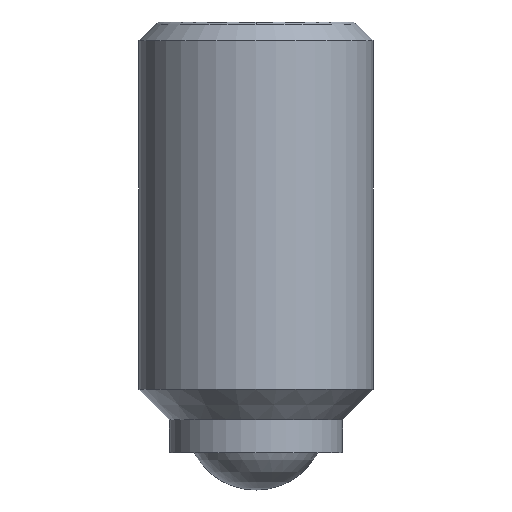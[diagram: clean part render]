
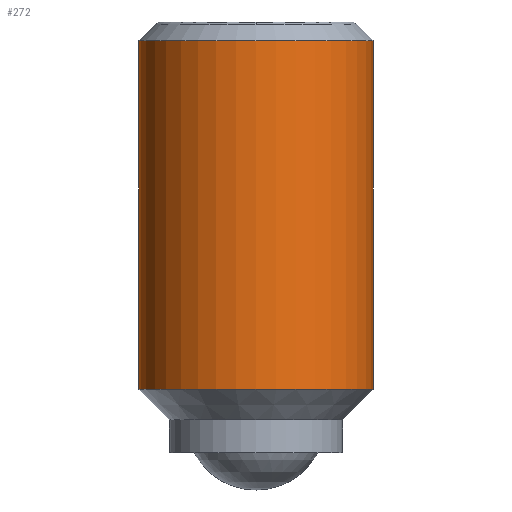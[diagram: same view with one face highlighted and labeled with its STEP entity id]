
A CAD part, front view. The second image highlights one B-rep face of the part: STEP entity #272.
In plain terms, the highlighted cylindrical face has radius 2.5 mm (diameter 5 mm), a partial arc.
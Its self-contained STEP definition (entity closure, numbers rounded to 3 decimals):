
#160=VERTEX_POINT('',#383);
#192=EDGE_CURVE('',#160,#306,#419,.T.);
#206=EDGE_CURVE('',#160,#286,#433,.T.);
#236=EDGE_CURVE('',#324,#306,#466,.T.);
#272=ADVANCED_FACE('',(#505),#506,.T.);
#284=EDGE_CURVE('',#286,#324,#519,.T.);
#286=VERTEX_POINT('',#521);
#306=VERTEX_POINT('',#543);
#324=VERTEX_POINT('',#564);
#383=CARTESIAN_POINT('',(-2.5,0.,-7.85));
#419=CIRCLE('',#678,2.5);
#433=LINE('',#719,#720);
#466=LINE('',#773,#774);
#505=FACE_OUTER_BOUND('',#834,.T.);
#506=CYLINDRICAL_SURFACE('',#835,2.5);
#519=CIRCLE('',#859,2.5);
#521=CARTESIAN_POINT('',(-2.5,0.,-0.4));
#543=CARTESIAN_POINT('',(2.5,0.,-7.85));
#564=CARTESIAN_POINT('',(2.5,0.,-0.4));
#678=AXIS2_PLACEMENT_3D('',#1033,#1034,#1035);
#719=CARTESIAN_POINT('',(-2.5,0.,-4.125));
#720=VECTOR('',#1039,1.0);
#773=CARTESIAN_POINT('',(2.5,0.,-4.125));
#774=VECTOR('',#1068,1.0);
#834=EDGE_LOOP('',(#1104,#1105,#1106,#1107));
#835=AXIS2_PLACEMENT_3D('',#1108,#1109,#1110);
#859=AXIS2_PLACEMENT_3D('',#1121,#1122,#1123);
#1033=CARTESIAN_POINT('',(0.0,0.,-7.85));
#1034=DIRECTION('',(0.0,0.0,1.0));
#1035=DIRECTION('',(-1.0,0.,0.0));
#1039=DIRECTION('',(0.0,0.0,1.0));
#1068=DIRECTION('',(-0.0,-0.0,-1.0));
#1104=ORIENTED_EDGE('',*,*,#206,.F.);
#1105=ORIENTED_EDGE('',*,*,#192,.T.);
#1106=ORIENTED_EDGE('',*,*,#236,.F.);
#1107=ORIENTED_EDGE('',*,*,#284,.F.);
#1108=CARTESIAN_POINT('',(0.0,0.,-4.125));
#1109=DIRECTION('',(-0.0,-0.0,-1.0));
#1110=DIRECTION('',(-1.0,0.,0.0));
#1121=CARTESIAN_POINT('',(0.0,0.,-0.4));
#1122=DIRECTION('',(0.0,0.0,1.0));
#1123=DIRECTION('',(-1.0,0.,0.0));
